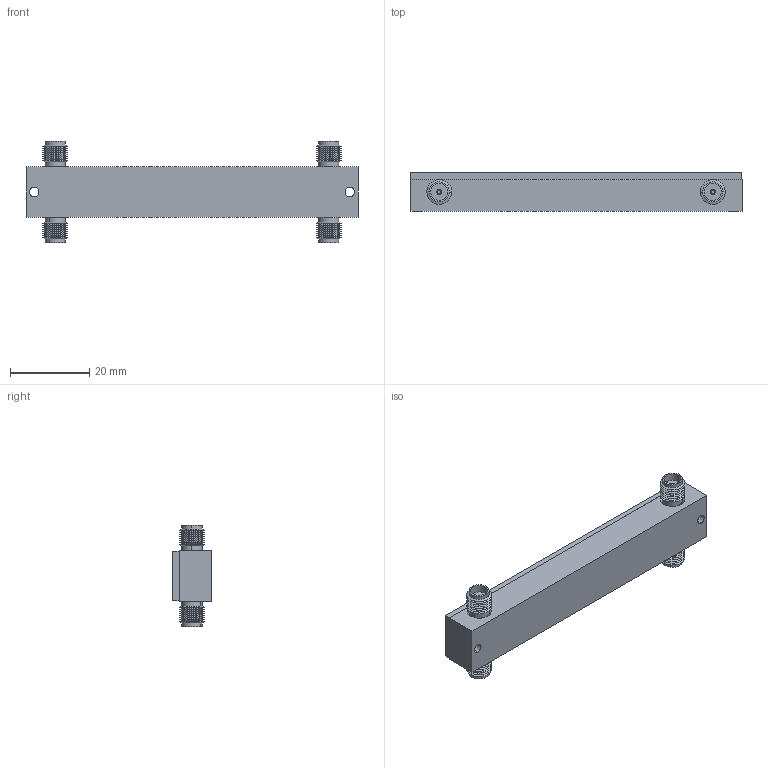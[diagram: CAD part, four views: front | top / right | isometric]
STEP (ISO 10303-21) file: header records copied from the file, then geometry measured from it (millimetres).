
FILE_DESCRIPTION (( 'STEP AP214' ), '1' );
FILE_NAME ('HQ 504_F.STEP', '2022-08-02T13:21:57', ( '' ), ( '' ), 'SwSTEP 2.0', 'SolidWorks 2021', '' );
FILE_SCHEMA (( 'AUTOMOTIVE_DESIGN' ));
Length unit declared in the file: inch
Products named in the file (1): HQ 504_F
Bounding box: 83.57 x 9.65 x 25.5 mm (x, y, z)
Volume: 10585.1 mm3; surface area: 8734.9 mm2
Topology: 14 solids, 14 shells, 948 faces, 2418 edges, 1540 vertices
Faces by surface type: cylinder 523, plane 254, cone 144, bspline 27
Entity records: 35765 total; most frequent: CARTESIAN_POINT 6934, DIRECTION 5342, ORIENTED_EDGE 4836, EDGE_CURVE 2418, AXIS2_PLACEMENT_3D 2064, VERTEX_POINT 1540, LINE 1214, VECTOR 1214
